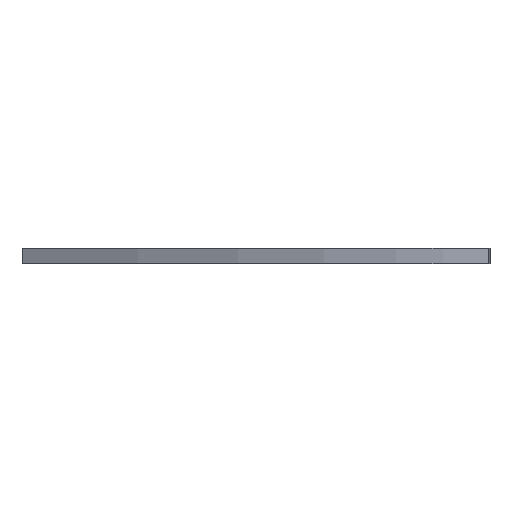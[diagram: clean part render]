
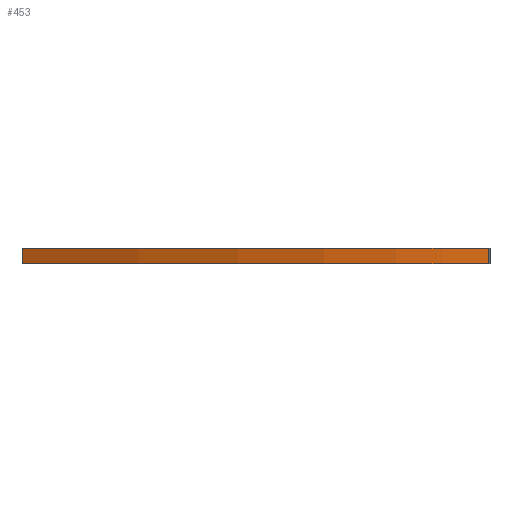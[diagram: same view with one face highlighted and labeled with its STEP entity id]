
A CAD part, front view. The second image highlights one B-rep face of the part: STEP entity #453.
In plain terms, the highlighted free-form (B-spline) face has degree [5, 1] with [15, 2] control points.
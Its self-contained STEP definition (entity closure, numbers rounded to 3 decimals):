
#15=(
BOUNDED_SURFACE()
B_SPLINE_SURFACE(5,1,((#730,#731),(#732,#733),(#734,#735),(#736,#737),(#738,
#739),(#740,#741),(#742,#743),(#744,#745),(#746,#747),(#748,#749),(#750,
#751),(#752,#753),(#754,#755),(#756,#757),(#758,#759)),.UNSPECIFIED.,.F.,
 .F.,.F.)
B_SPLINE_SURFACE_WITH_KNOTS((6,1,1,1,1,1,1,1,1,1,6),(2,2),(-1.,-0.9,-0.8,
-0.7,-0.6,-0.5,-0.4,-0.3,-0.2,-0.1,0.),(0.,0.5),.UNSPECIFIED.)
GEOMETRIC_REPRESENTATION_ITEM()
RATIONAL_B_SPLINE_SURFACE(((1.,1.),(1.,1.),(1.,1.),(1.,1.),(1.,1.),(1.,
1.),(1.,1.),(1.,1.),(1.,1.),(1.,1.),(1.,1.),(1.,1.),(1.,1.),(1.,1.),(1.,
1.)))
REPRESENTATION_ITEM('')
SURFACE()
);
#19=(
BOUNDED_CURVE()
B_SPLINE_CURVE(5,(#651,#652,#653,#654,#655,#656,#657,#658,#659,#660,#661,
#662,#663,#664,#665),.UNSPECIFIED.,.F.,.F.)
B_SPLINE_CURVE_WITH_KNOTS((6,1,1,1,1,1,1,1,1,1,6),(-1.,-0.9,-0.8,-0.7,-0.6,
-0.5,-0.4,-0.3,-0.2,-0.1,0.),.UNSPECIFIED.)
CURVE()
GEOMETRIC_REPRESENTATION_ITEM()
RATIONAL_B_SPLINE_CURVE((1.,1.,1.,1.,1.,1.,1.,1.,1.,1.,1.,1.,1.,1.,1.))
REPRESENTATION_ITEM('')
);
#21=(
BOUNDED_CURVE()
B_SPLINE_CURVE(5,(#761,#762,#763,#764,#765,#766,#767,#768,#769,#770,#771,
#772,#773,#774,#775),.UNSPECIFIED.,.F.,.F.)
B_SPLINE_CURVE_WITH_KNOTS((6,1,1,1,1,1,1,1,1,1,6),(-1.,-0.9,-0.8,-0.7,-0.6,
-0.5,-0.4,-0.3,-0.2,-0.1,0.),.UNSPECIFIED.)
CURVE()
GEOMETRIC_REPRESENTATION_ITEM()
RATIONAL_B_SPLINE_CURVE((1.,1.,1.,1.,1.,1.,1.,1.,1.,1.,1.,1.,1.,1.,1.))
REPRESENTATION_ITEM('')
);
#39=FACE_OUTER_BOUND('',#63,.T.);
#63=EDGE_LOOP('',(#365,#366,#367,#368));
#107=LINE('',#711,#164);
#117=LINE('',#776,#174);
#164=VECTOR('',#551,10.);
#174=VECTOR('',#571,10.);
#203=VERTEX_POINT('',#648);
#204=VERTEX_POINT('',#650);
#217=VERTEX_POINT('',#709);
#222=VERTEX_POINT('',#760);
#250=EDGE_CURVE('',#204,#203,#19,.T.);
#267=EDGE_CURVE('',#203,#217,#107,.T.);
#277=EDGE_CURVE('',#222,#217,#21,.T.);
#278=EDGE_CURVE('',#204,#222,#117,.T.);
#365=ORIENTED_EDGE('',*,*,#250,.T.);
#366=ORIENTED_EDGE('',*,*,#267,.T.);
#367=ORIENTED_EDGE('',*,*,#277,.F.);
#368=ORIENTED_EDGE('',*,*,#278,.F.);
#453=ADVANCED_FACE('',(#39),#15,.T.);
#551=DIRECTION('',(0.,0.,1.));
#571=DIRECTION('',(0.,0.,1.));
#648=CARTESIAN_POINT('',(8.314,-79.044,32.9));
#650=CARTESIAN_POINT('',(-138.915,-27.949,32.9));
#651=CARTESIAN_POINT('Ctrl Pts',(-138.915,-27.949,32.9));
#652=CARTESIAN_POINT('Ctrl Pts',(-135.519,-30.001,32.9));
#653=CARTESIAN_POINT('Ctrl Pts',(-128.756,-34.019,32.9));
#654=CARTESIAN_POINT('Ctrl Pts',(-118.699,-39.788,32.9));
#655=CARTESIAN_POINT('Ctrl Pts',(-105.473,-46.96,32.9));
#656=CARTESIAN_POINT('Ctrl Pts',(-89.316,-54.999,32.9));
#657=CARTESIAN_POINT('Ctrl Pts',(-73.626,-62.024,32.9));
#658=CARTESIAN_POINT('Ctrl Pts',(-58.498,-67.929,32.9));
#659=CARTESIAN_POINT('Ctrl Pts',(-44.002,-72.617,32.9));
#660=CARTESIAN_POINT('Ctrl Pts',(-30.145,-76.05,32.9));
#661=CARTESIAN_POINT('Ctrl Pts',(-16.853,-78.271,32.9));
#662=CARTESIAN_POINT('Ctrl Pts',(-6.596,-79.128,32.9));
#663=CARTESIAN_POINT('Ctrl Pts',(0.923,-79.276,32.9));
#664=CARTESIAN_POINT('Ctrl Pts',(5.862,-79.157,32.9));
#665=CARTESIAN_POINT('Ctrl Pts',(8.314,-79.044,32.9));
#709=CARTESIAN_POINT('',(8.314,-79.044,37.9));
#711=CARTESIAN_POINT('',(8.314,-79.044,32.9));
#730=CARTESIAN_POINT('Ctrl Pts',(-138.915,-27.949,32.9));
#731=CARTESIAN_POINT('Ctrl Pts',(-138.915,-27.949,37.9));
#732=CARTESIAN_POINT('Ctrl Pts',(-135.519,-30.001,32.9));
#733=CARTESIAN_POINT('Ctrl Pts',(-135.519,-30.001,37.9));
#734=CARTESIAN_POINT('Ctrl Pts',(-128.756,-34.019,32.9));
#735=CARTESIAN_POINT('Ctrl Pts',(-128.756,-34.019,37.9));
#736=CARTESIAN_POINT('Ctrl Pts',(-118.699,-39.788,32.9));
#737=CARTESIAN_POINT('Ctrl Pts',(-118.699,-39.788,37.9));
#738=CARTESIAN_POINT('Ctrl Pts',(-105.473,-46.96,32.9));
#739=CARTESIAN_POINT('Ctrl Pts',(-105.473,-46.96,37.9));
#740=CARTESIAN_POINT('Ctrl Pts',(-89.316,-54.999,32.9));
#741=CARTESIAN_POINT('Ctrl Pts',(-89.316,-54.999,37.9));
#742=CARTESIAN_POINT('Ctrl Pts',(-73.626,-62.024,32.9));
#743=CARTESIAN_POINT('Ctrl Pts',(-73.626,-62.024,37.9));
#744=CARTESIAN_POINT('Ctrl Pts',(-58.498,-67.929,32.9));
#745=CARTESIAN_POINT('Ctrl Pts',(-58.498,-67.929,37.9));
#746=CARTESIAN_POINT('Ctrl Pts',(-44.002,-72.617,32.9));
#747=CARTESIAN_POINT('Ctrl Pts',(-44.002,-72.617,37.9));
#748=CARTESIAN_POINT('Ctrl Pts',(-30.145,-76.05,32.9));
#749=CARTESIAN_POINT('Ctrl Pts',(-30.145,-76.05,37.9));
#750=CARTESIAN_POINT('Ctrl Pts',(-16.853,-78.271,32.9));
#751=CARTESIAN_POINT('Ctrl Pts',(-16.853,-78.271,37.9));
#752=CARTESIAN_POINT('Ctrl Pts',(-6.596,-79.128,32.9));
#753=CARTESIAN_POINT('Ctrl Pts',(-6.596,-79.128,37.9));
#754=CARTESIAN_POINT('Ctrl Pts',(0.923,-79.276,32.9));
#755=CARTESIAN_POINT('Ctrl Pts',(0.923,-79.276,37.9));
#756=CARTESIAN_POINT('Ctrl Pts',(5.862,-79.157,32.9));
#757=CARTESIAN_POINT('Ctrl Pts',(5.862,-79.157,37.9));
#758=CARTESIAN_POINT('Ctrl Pts',(8.314,-79.044,32.9));
#759=CARTESIAN_POINT('Ctrl Pts',(8.314,-79.044,37.9));
#760=CARTESIAN_POINT('',(-138.915,-27.949,37.9));
#761=CARTESIAN_POINT('Ctrl Pts',(-138.915,-27.949,37.9));
#762=CARTESIAN_POINT('Ctrl Pts',(-135.519,-30.001,37.9));
#763=CARTESIAN_POINT('Ctrl Pts',(-128.756,-34.019,37.9));
#764=CARTESIAN_POINT('Ctrl Pts',(-118.699,-39.788,37.9));
#765=CARTESIAN_POINT('Ctrl Pts',(-105.473,-46.96,37.9));
#766=CARTESIAN_POINT('Ctrl Pts',(-89.316,-54.999,37.9));
#767=CARTESIAN_POINT('Ctrl Pts',(-73.626,-62.024,37.9));
#768=CARTESIAN_POINT('Ctrl Pts',(-58.498,-67.929,37.9));
#769=CARTESIAN_POINT('Ctrl Pts',(-44.002,-72.617,37.9));
#770=CARTESIAN_POINT('Ctrl Pts',(-30.145,-76.05,37.9));
#771=CARTESIAN_POINT('Ctrl Pts',(-16.853,-78.271,37.9));
#772=CARTESIAN_POINT('Ctrl Pts',(-6.596,-79.128,37.9));
#773=CARTESIAN_POINT('Ctrl Pts',(0.923,-79.276,37.9));
#774=CARTESIAN_POINT('Ctrl Pts',(5.862,-79.157,37.9));
#775=CARTESIAN_POINT('Ctrl Pts',(8.314,-79.044,37.9));
#776=CARTESIAN_POINT('',(-138.915,-27.949,32.9));
